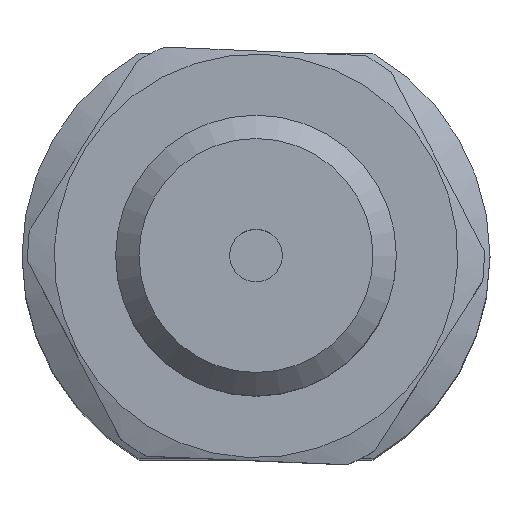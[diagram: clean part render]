
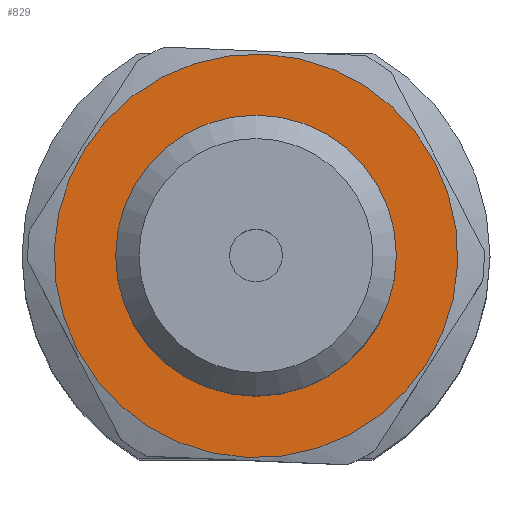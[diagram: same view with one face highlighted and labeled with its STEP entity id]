
A CAD part, top view. The second image highlights one B-rep face of the part: STEP entity #829.
In plain terms, the highlighted planar face has unit normal (0, 0, 1).
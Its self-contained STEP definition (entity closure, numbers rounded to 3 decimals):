
#48=FACE_BOUND('',#149,.T.);
#62=PLANE('',#907);
#96=FACE_OUTER_BOUND('',#148,.T.);
#148=EDGE_LOOP('',(#571,#572));
#149=EDGE_LOOP('',(#573));
#307=CIRCLE('',#908,6.9);
#308=CIRCLE('',#909,6.9);
#309=CIRCLE('',#910,4.8);
#357=VERTEX_POINT('',#1272);
#358=VERTEX_POINT('',#1273);
#359=VERTEX_POINT('',#1276);
#441=EDGE_CURVE('',#357,#358,#307,.T.);
#442=EDGE_CURVE('',#358,#357,#308,.T.);
#443=EDGE_CURVE('',#359,#359,#309,.T.);
#571=ORIENTED_EDGE('',*,*,#441,.T.);
#572=ORIENTED_EDGE('',*,*,#442,.T.);
#573=ORIENTED_EDGE('',*,*,#443,.F.);
#829=ADVANCED_FACE('',(#96,#48),#62,.T.);
#907=AXIS2_PLACEMENT_3D('',#1271,#1021,#1022);
#908=AXIS2_PLACEMENT_3D('',#1274,#1023,#1024);
#909=AXIS2_PLACEMENT_3D('',#1275,#1025,#1026);
#910=AXIS2_PLACEMENT_3D('',#1277,#1027,#1028);
#1021=DIRECTION('center_axis',(0.,0.,
1.));
#1022=DIRECTION('ref_axis',(0.463,-0.887,0.));
#1023=DIRECTION('center_axis',(0.,0.,
1.));
#1024=DIRECTION('ref_axis',(-0.887,-0.463,0.));
#1025=DIRECTION('center_axis',(0.,0.,
1.));
#1026=DIRECTION('ref_axis',(-0.887,-0.463,0.));
#1027=DIRECTION('center_axis',(0.,0.,
1.));
#1028=DIRECTION('ref_axis',(-1.,0.,0.));
#1271=CARTESIAN_POINT('Origin',(0.,0.,
30.4));
#1272=CARTESIAN_POINT('',(-6.117,-3.193,30.4));
#1273=CARTESIAN_POINT('',(6.117,3.193,30.4));
#1274=CARTESIAN_POINT('Origin',(0.,0.,
30.4));
#1275=CARTESIAN_POINT('Origin',(0.,0.,
30.4));
#1276=CARTESIAN_POINT('',(4.8,0.,30.4));
#1277=CARTESIAN_POINT('Origin',(0.,0.,30.4));
